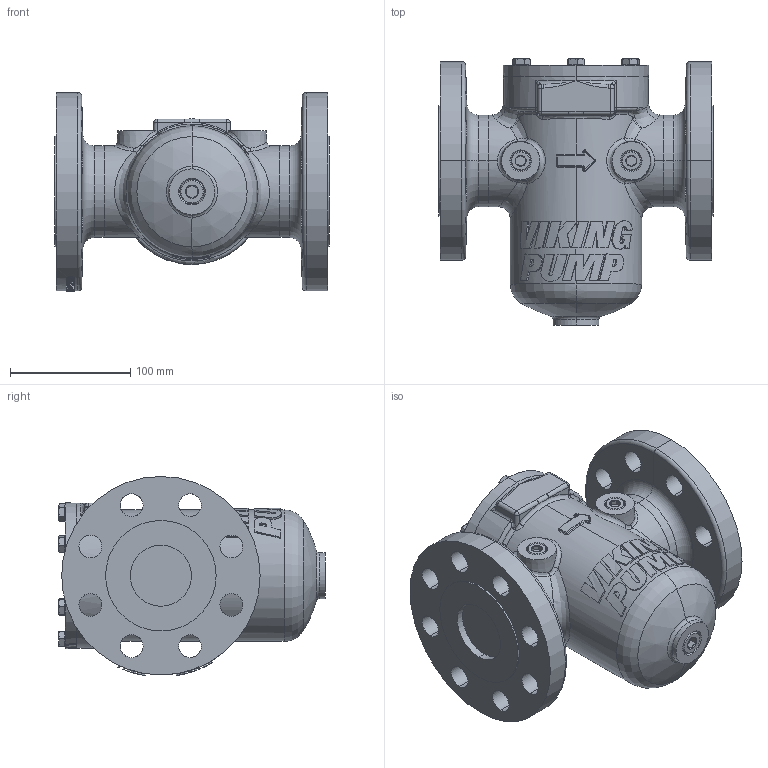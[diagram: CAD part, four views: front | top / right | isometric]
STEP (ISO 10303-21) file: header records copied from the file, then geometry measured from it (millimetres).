
FILE_DESCRIPTION (( 'STEP AP214' ), '1' );
FILE_NAME ('F-1020-R.STEP', '2017-01-11T15:09:49', ( '' ), ( '' ), 'SwSTEP 2.0', 'SolidWorks 2016', '' );
FILE_SCHEMA (( 'AUTOMOTIVE_DESIGN' ));
Length unit declared in the file: inch
Products named in the file (2): F-1020-R
Bounding box: 228.6 x 221.51 x 165.59 mm (x, y, z)
Volume: 3209544.3 mm3; surface area: 216820.9 mm2
Topology: 1 solids, 1 shells, 676 faces, 1608 edges, 959 vertices
Faces by surface type: plane 206, bspline 182, cylinder 142, cone 91, torus 31, sphere 24
Entity records: 75540 total; most frequent: CARTESIAN_POINT 52583, ORIENTED_EDGE 3160, DIRECTION 2549, EDGE_CURVE 1580, AXIS2_PLACEMENT_3D 1033, VERTEX_POINT 951, EDGE_LOOP 753, UNCERTAINTY_MEASURE_WITH_UNIT 679
